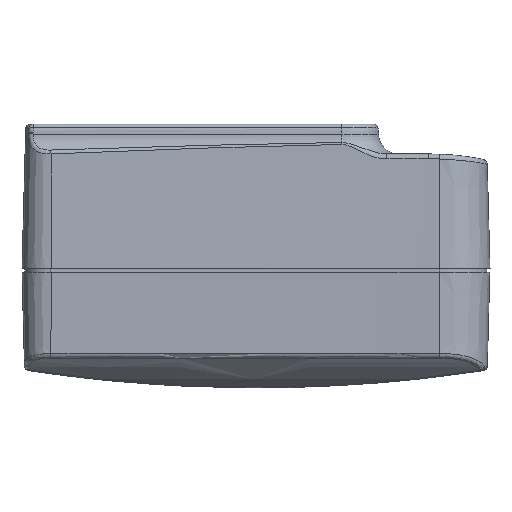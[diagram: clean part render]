
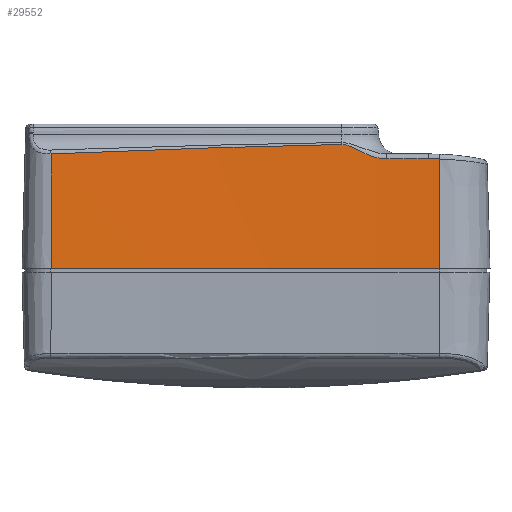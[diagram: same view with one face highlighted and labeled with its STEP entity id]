
A CAD part, left-side view. The second image highlights one B-rep face of the part: STEP entity #29552.
In plain terms, the highlighted conical face has half-angle 1.5 degrees and reference radius 700.163 mm.
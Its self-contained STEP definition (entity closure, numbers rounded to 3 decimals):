
#15856=CARTESIAN_POINT('',(-716.504,-0.114,
-9.7));
#15857=DIRECTION('',(0.,0.,-1.));
#15858=DIRECTION('',(0.999,0.047,0.));
#15859=AXIS2_PLACEMENT_3D('',#15856,#15857,#15858);
#15861=CARTESIAN_POINT('',(-716.504,-0.114,
-9.7));
#15862=DIRECTION('',(0.,0.,-1.));
#15863=DIRECTION('',(1.,0.,0.));
#15864=AXIS2_PLACEMENT_3D('',#15861,#15862,#15863);
#18480=CARTESIAN_POINT('',(-16.246,-6.546,
1.291));
#18514=CARTESIAN_POINT('',(-16.236,-5.441,
1.313));
#18515=CARTESIAN_POINT('',(-16.237,-5.518,
1.313));
#18516=CARTESIAN_POINT('',(-16.238,-5.741,
1.312));
#18517=CARTESIAN_POINT('',(-16.242,-6.11,
1.306));
#18518=CARTESIAN_POINT('',(-16.244,-6.401,
1.296));
#18519=CARTESIAN_POINT('',(-16.246,-6.546,
1.291));
#18521=DIRECTION('',(-0.026,0.,-1.));
#18522=VECTOR('',#18521,10.994);
#18523=CARTESIAN_POINT('',(-16.246,-6.546,
1.291));
#18524=LINE('',#18523,#18522);
#18525=CARTESIAN_POINT('',(-16.963,32.494,
1.803));
#18526=CARTESIAN_POINT('',(-16.936,31.946,
1.823));
#18527=CARTESIAN_POINT('',(-16.885,30.845,
1.862));
#18528=CARTESIAN_POINT('',(-16.811,29.145,
1.924));
#18529=CARTESIAN_POINT('',(-16.735,27.335,
1.992));
#18530=CARTESIAN_POINT('',(-16.658,25.348,
2.068));
#18531=CARTESIAN_POINT('',(-16.58,23.174,
2.152));
#18532=CARTESIAN_POINT('',(-16.504,20.856,
2.242));
#18533=CARTESIAN_POINT('',(-16.434,18.471,
2.332));
#18534=CARTESIAN_POINT('',(-16.373,16.083,
2.42));
#18535=CARTESIAN_POINT('',(-16.32,13.709,
2.503));
#18536=CARTESIAN_POINT('',(-16.274,11.309,
2.58));
#18537=CARTESIAN_POINT('',(-16.236,8.813,
2.651));
#18538=CARTESIAN_POINT('',(-16.205,6.132,
2.712));
#18539=CARTESIAN_POINT('',(-16.191,4.272,
2.741));
#18540=CARTESIAN_POINT('',(-16.186,3.298,
2.752));
#18542=CARTESIAN_POINT('',(-16.186,3.298,
2.752));
#18543=CARTESIAN_POINT('',(-16.186,3.22,
2.752));
#18544=CARTESIAN_POINT('',(-16.186,3.066,
2.742));
#18545=CARTESIAN_POINT('',(-16.186,2.839,
2.694));
#18546=CARTESIAN_POINT('',(-16.187,2.621,
2.623));
#18547=CARTESIAN_POINT('',(-16.188,2.41,
2.537));
#18548=CARTESIAN_POINT('',(-16.19,2.197,
2.439));
#18549=CARTESIAN_POINT('',(-16.192,1.97,
2.327));
#18550=CARTESIAN_POINT('',(-16.195,1.723,
2.202));
#18551=CARTESIAN_POINT('',(-16.198,1.451,
2.065));
#18552=CARTESIAN_POINT('',(-16.201,1.149,
1.919));
#18553=CARTESIAN_POINT('',(-16.204,0.81,
1.768));
#18554=CARTESIAN_POINT('',(-16.208,0.427,
1.618));
#18555=CARTESIAN_POINT('',(-16.21,0.112,
1.517));
#18556=CARTESIAN_POINT('',(-16.212,-0.074,
1.468));
#18557=CARTESIAN_POINT('',(-16.212,-0.114,
1.458));
#18559=CARTESIAN_POINT('',(-16.212,-0.114,
1.458));
#18560=CARTESIAN_POINT('',(-16.213,-0.224,
1.43));
#18561=CARTESIAN_POINT('',(-16.214,-0.475,
1.375));
#18562=CARTESIAN_POINT('',(-16.216,-0.846,
1.325));
#18563=CARTESIAN_POINT('',(-16.216,-1.107,
1.313));
#18564=CARTESIAN_POINT('',(-16.217,-1.224,
1.313));
#18571=CARTESIAN_POINT('',(-716.504,-0.114,
1.313));
#18572=DIRECTION('',(0.,0.,1.));
#18573=DIRECTION('',(1.,-0.008,0.));
#18574=AXIS2_PLACEMENT_3D('',#18571,#18572,#18573);
#19680=CARTESIAN_POINT('',(-16.963,32.494,
1.803));
#19739=DIRECTION('',(-0.026,-0.001,-1.));
#19740=VECTOR('',#19739,11.507);
#19741=CARTESIAN_POINT('',(-16.963,32.494,
1.803));
#19742=LINE('',#19741,#19740);
#21959=VERTEX_POINT('',#19680);
#21985=CARTESIAN_POINT('',(-16.236,-5.441,
1.313));
#21986=VERTEX_POINT('',#21985);
#21987=VERTEX_POINT('',#18480);
#21988=CARTESIAN_POINT('',(-16.217,-1.224,
1.313));
#21989=VERTEX_POINT('',#21988);
#21990=CARTESIAN_POINT('',(-16.534,-6.543,
-9.7));
#21991=VERTEX_POINT('',#21990);
#21992=CARTESIAN_POINT('',(-17.263,32.48,
-9.7));
#21993=CARTESIAN_POINT('',(-16.504,-0.114,
-9.7));
#21994=VERTEX_POINT('',#21992);
#21995=VERTEX_POINT('',#21993);
#21996=VERTEX_POINT('',#18540);
#21997=VERTEX_POINT('',#18557);
#29530=CARTESIAN_POINT('',(-716.504,-0.114,
-3.474));
#29531=DIRECTION('',(0.,0.,1.));
#29532=DIRECTION('',(1.,0.,0.));
#29533=AXIS2_PLACEMENT_3D('',#29530,#29531,#29532);
#29534=CONICAL_SURFACE('',#29533,700.163,1.5);
#29536=ORIENTED_EDGE('',*,*,#29535,.T.);
#29537=ORIENTED_EDGE('',*,*,#29525,.T.);
#29538=ORIENTED_EDGE('',*,*,#25705,.F.);
#29539=ORIENTED_EDGE('',*,*,#25703,.F.);
#29541=ORIENTED_EDGE('',*,*,#29540,.F.);
#29543=ORIENTED_EDGE('',*,*,#29542,.T.);
#29545=ORIENTED_EDGE('',*,*,#29544,.T.);
#29547=ORIENTED_EDGE('',*,*,#29546,.T.);
#29549=ORIENTED_EDGE('',*,*,#29548,.F.);
#29550=EDGE_LOOP('',(#29536,#29537,#29538,#29539,#29541,#29543,#29545,#29547,
#29549));
#29551=FACE_OUTER_BOUND('',#29550,.F.);
#29552=ADVANCED_FACE('',(#29551),#29534,.F.);
#15860=CIRCLE('',#15859,700.);
#15865=CIRCLE('',#15864,700.);
#18520=B_SPLINE_CURVE_WITH_KNOTS('',3,(#18514,#18515,#18516,#18517,#18518,
#18519),.UNSPECIFIED.,.F.,.F.,(4,1,1,4),(0.,0.21,
0.606,1.),.UNSPECIFIED.);
#18541=B_SPLINE_CURVE_WITH_KNOTS('',3,(#18525,#18526,#18527,#18528,#18529,
#18530,#18531,#18532,#18533,#18534,#18535,#18536,#18537,#18538,#18539,#18540),
.UNSPECIFIED.,.F.,.F.,(4,1,1,1,1,1,1,1,1,1,1,1,1,4),(0.,0.056,
0.113,0.175,0.242,0.317,
0.398,0.481,0.563,0.644,
0.725,0.809,0.9,1.),.UNSPECIFIED.);
#18558=B_SPLINE_CURVE_WITH_KNOTS('',3,(#18542,#18543,#18544,#18545,#18546,
#18547,#18548,#18549,#18550,#18551,#18552,#18553,#18554,#18555,#18556,#18557),
.UNSPECIFIED.,.F.,.F.,(4,1,1,1,1,1,1,1,1,1,1,1,1,4),(0.,0.066,
0.131,0.196,0.258,0.321,
0.39,0.466,0.548,0.638,
0.737,0.847,0.967,1.),.UNSPECIFIED.);
#18565=B_SPLINE_CURVE_WITH_KNOTS('',3,(#18559,#18560,#18561,#18562,#18563,
#18564),.UNSPECIFIED.,.F.,.F.,(4,1,1,4),(0.,0.306,
0.689,1.),.UNSPECIFIED.);
#18575=CIRCLE('',#18574,700.288);
#25703=EDGE_CURVE('',#21994,#21995,#15860,.T.);
#25705=EDGE_CURVE('',#21995,#21991,#15865,.T.);
#29525=EDGE_CURVE('',#21987,#21991,#18524,.T.);
#29535=EDGE_CURVE('',#21986,#21987,#18520,.T.);
#29540=EDGE_CURVE('',#21959,#21994,#19742,.T.);
#29542=EDGE_CURVE('',#21959,#21996,#18541,.T.);
#29544=EDGE_CURVE('',#21996,#21997,#18558,.T.);
#29546=EDGE_CURVE('',#21997,#21989,#18565,.T.);
#29548=EDGE_CURVE('',#21986,#21989,#18575,.T.);
